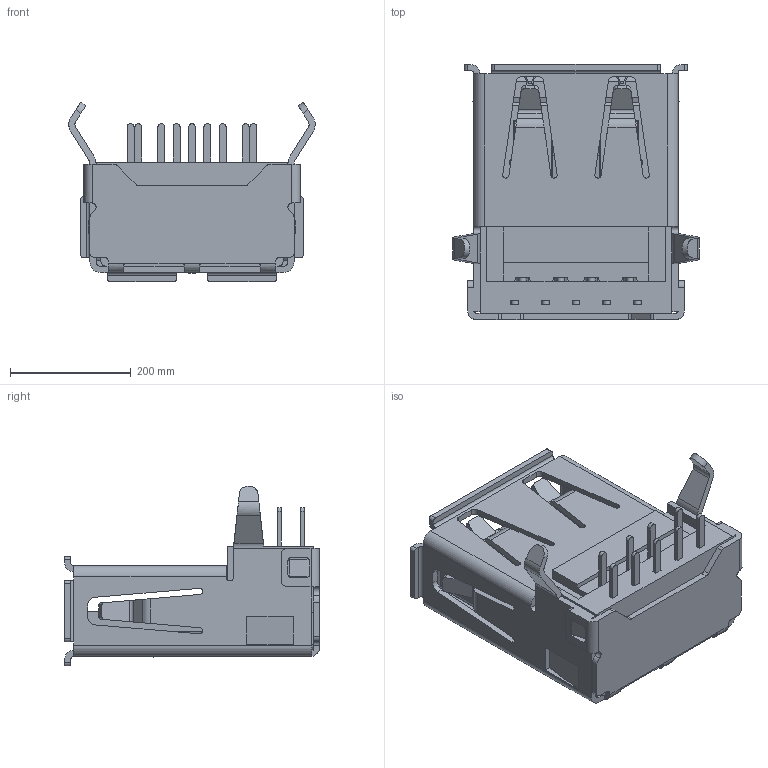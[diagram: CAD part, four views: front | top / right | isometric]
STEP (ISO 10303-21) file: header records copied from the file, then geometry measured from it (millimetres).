
FILE_DESCRIPTION (( 'STEP AP214' ), '1' );
FILE_NAME ('24-02542---P(028)A119.STEP', '2020-03-11T19:53:03', ( '' ), ( '' ), 'SwSTEP 2.0', 'SolidWorks 2018', '' );
FILE_SCHEMA (( 'AUTOMOTIVE_DESIGN' ));
Length unit declared in the file: inch
Products named in the file (1): 24-02542---P(028)A119
Bounding box: 407.5 x 421.64 x 296.92 mm (x, y, z)
Volume: 13215113 mm3; surface area: 1452326.7 mm2
Topology: 1 solids, 13 shells, 1142 faces, 3331 edges, 2181 vertices
Faces by surface type: bspline 1142
Entity records: 48384 total; most frequent: CARTESIAN_POINT 12352, ORIENTED_EDGE 6662, DIRECTION 3687, EDGE_CURVE 3331, LINE 2527, VECTOR 2527, VERTEX_POINT 2181, EDGE_LOOP 1194
